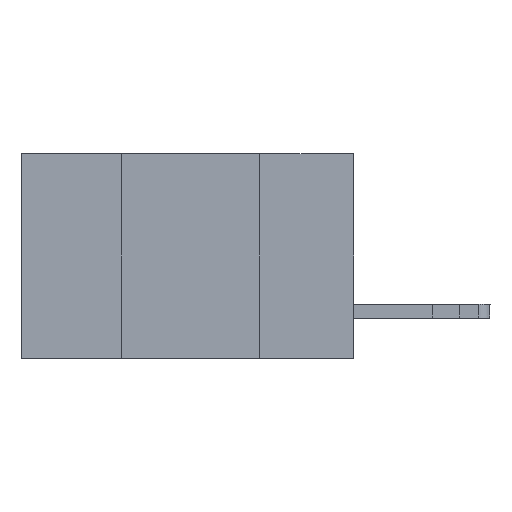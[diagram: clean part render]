
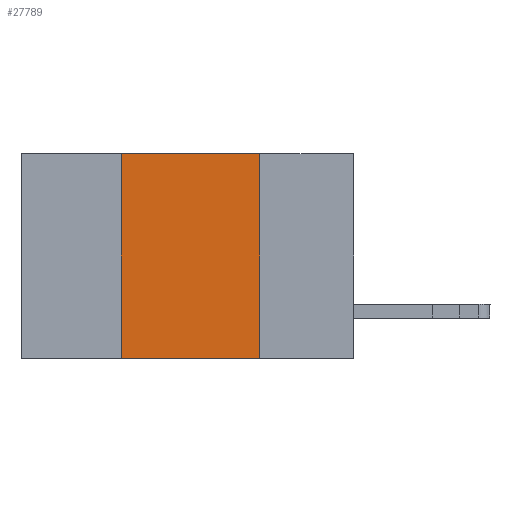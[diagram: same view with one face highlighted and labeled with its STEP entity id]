
A CAD part, left-side view. The second image highlights one B-rep face of the part: STEP entity #27789.
In plain terms, the highlighted planar face has unit normal (-1, 0, 0).
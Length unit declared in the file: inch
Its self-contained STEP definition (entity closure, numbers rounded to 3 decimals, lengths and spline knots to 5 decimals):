
#84 = VERTEX_POINT ( 'NONE', #11239 ) ;
#561 = EDGE_CURVE ( 'NONE', #84, #28563, #27693, .T. ) ;
#1435 = DIRECTION ( 'NONE',  ( 0., 0., -1. ) ) ;
#3446 = DIRECTION ( 'NONE',  ( 0., -1., 0. ) ) ;
#5499 = ORIENTED_EDGE ( 'NONE', *, *, #24682, .F. ) ;
#5874 = CARTESIAN_POINT ( 'NONE',  ( 0., 0.17, -0.37 ) ) ;
#6751 = CARTESIAN_POINT ( 'NONE',  ( 0., 0.42, -0.37 ) ) ;
#7062 = LINE ( 'NONE', #16380, #21878 ) ;
#8032 = CARTESIAN_POINT ( 'NONE',  ( 0., 0.17, 0. ) ) ;
#9333 = EDGE_CURVE ( 'NONE', #28903, #28563, #7062, .T. ) ;
#10726 = DIRECTION ( 'NONE',  ( 1., 0., 0. ) ) ;
#11239 = CARTESIAN_POINT ( 'NONE',  ( 0., 0.17, 0. ) ) ;
#13403 = EDGE_CURVE ( 'NONE', #28903, #28014, #22412, .T. ) ;
#14132 = DIRECTION ( 'NONE',  ( 0., -1., 0. ) ) ;
#14640 = LINE ( 'NONE', #15085, #26643 ) ;
#15085 = CARTESIAN_POINT ( 'NONE',  ( 0., 0.6, 0. ) ) ;
#16380 = CARTESIAN_POINT ( 'NONE',  ( 0., 0.6, -0.37 ) ) ;
#17088 = ORIENTED_EDGE ( 'NONE', *, *, #9333, .T. ) ;
#17544 = CARTESIAN_POINT ( 'NONE',  ( 0., 0.42, 0. ) ) ;
#21797 = FACE_OUTER_BOUND ( 'NONE', #24287, .T. ) ;
#21878 = VECTOR ( 'NONE', #14132, 39.37008 ) ;
#21948 = PLANE ( 'NONE',  #25946 ) ;
#22124 = DIRECTION ( 'NONE',  ( 0., 0., 1. ) ) ;
#22412 = LINE ( 'NONE', #17544, #26273 ) ;
#23184 = ORIENTED_EDGE ( 'NONE', *, *, #13403, .F. ) ;
#23842 = DIRECTION ( 'NONE',  ( 0., 0., -1. ) ) ;
#24287 = EDGE_LOOP ( 'NONE', ( #29169, #5499, #23184, #17088 ) ) ;
#24467 = CARTESIAN_POINT ( 'NONE',  ( 0., 0.6, 0. ) ) ;
#24682 = EDGE_CURVE ( 'NONE', #28014, #84, #14640, .T. ) ;
#25717 = VECTOR ( 'NONE', #23842, 39.37008 ) ;
#25931 = CARTESIAN_POINT ( 'NONE',  ( 0., 0.42, 0. ) ) ;
#25946 = AXIS2_PLACEMENT_3D ( 'NONE', #24467, #10726, #1435 ) ;
#26273 = VECTOR ( 'NONE', #22124, 39.37008 ) ;
#26643 = VECTOR ( 'NONE', #3446, 39.37008 ) ;
#27693 = LINE ( 'NONE', #8032, #25717 ) ;
#27789 = ADVANCED_FACE ( 'NONE', ( #21797 ), #21948, .F. ) ;
#28014 = VERTEX_POINT ( 'NONE', #25931 ) ;
#28563 = VERTEX_POINT ( 'NONE', #5874 ) ;
#28903 = VERTEX_POINT ( 'NONE', #6751 ) ;
#29169 = ORIENTED_EDGE ( 'NONE', *, *, #561, .F. ) ;
